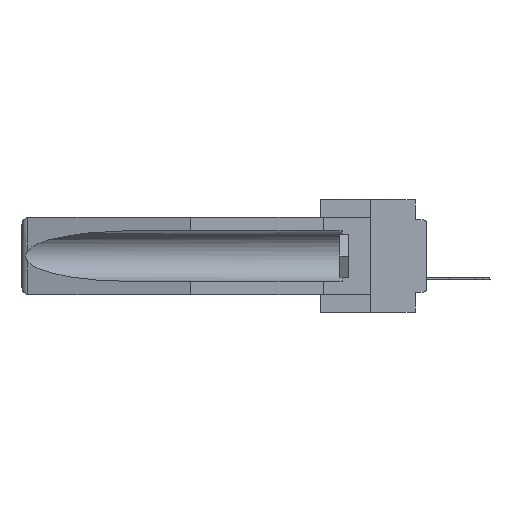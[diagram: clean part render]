
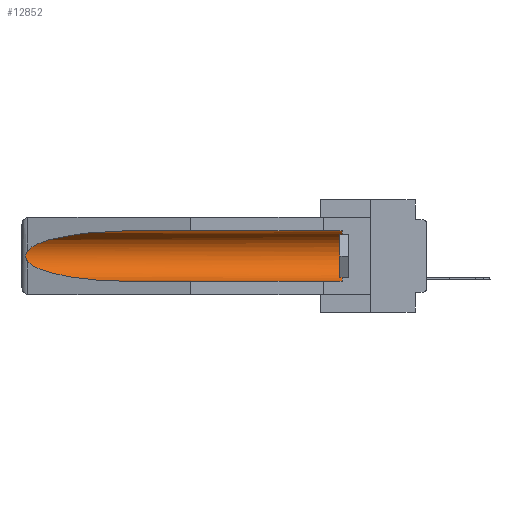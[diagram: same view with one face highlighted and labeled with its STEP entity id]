
A CAD part, left-side view. The second image highlights one B-rep face of the part: STEP entity #12852.
In plain terms, the highlighted cylindrical face has radius 2.857 mm (diameter 5.715 mm), a partial arc.
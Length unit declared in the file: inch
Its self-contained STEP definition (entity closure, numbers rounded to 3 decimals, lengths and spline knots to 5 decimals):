
#617 =( BOUNDED_CURVE ( )  B_SPLINE_CURVE ( 3, ( #7432, #9976, #28368, #14121 ),
 .UNSPECIFIED., .F., .F. ) 
 B_SPLINE_CURVE_WITH_KNOTS ( ( 4, 4 ),
 ( 4.71239, 6.08839 ),
 .UNSPECIFIED. ) 
 CURVE ( )  GEOMETRIC_REPRESENTATION_ITEM ( )  RATIONAL_B_SPLINE_CURVE ( ( 1., 0.848, 0.848, 1. ) ) 
 REPRESENTATION_ITEM ( '' )  );
#971 = ORIENTED_EDGE ( 'NONE', *, *, #17956, .T. ) ;
#1199 = CARTESIAN_POINT ( 'NONE',  ( 0.2673, 1.53269, -0.17917 ) ) ;
#1678 = CARTESIAN_POINT ( 'NONE',  ( 0.25451, 1.48313, -0.24835 ) ) ;
#3931 = CARTESIAN_POINT ( 'NONE',  ( 0.26597, 1.52961, -0.15275 ) ) ;
#4382 = AXIS2_PLACEMENT_3D ( 'NONE', #15867, #29328, #13025 ) ;
#4494 = FACE_OUTER_BOUND ( 'NONE', #12205, .T. ) ;
#4703 = CARTESIAN_POINT ( 'NONE',  ( 0.155, -0.30754, -0.1715 ) ) ;
#5263 = VERTEX_POINT ( 'NONE', #31015 ) ;
#6590 = CARTESIAN_POINT ( 'NONE',  ( 0.26537, 1.52718, -0.19328 ) ) ;
#6644 = CARTESIAN_POINT ( 'NONE',  ( 0.155, -0.30754, -0.059 ) ) ;
#6690 = ORIENTED_EDGE ( 'NONE', *, *, #26891, .T. ) ;
#7284 = DIRECTION ( 'NONE',  ( 0., 1., 0. ) ) ;
#7326 = CARTESIAN_POINT ( 'NONE',  ( 0.155, 1.07973, -0.284 ) ) ;
#7432 = CARTESIAN_POINT ( 'NONE',  ( 0.155, 1.07973, -0.059 ) ) ;
#7570 = VECTOR ( 'NONE', #33509, 39.37008 ) ;
#8922 = VERTEX_POINT ( 'NONE', #25479 ) ;
#9190 = CARTESIAN_POINT ( 'NONE',  ( 0.2675, 1.53308, -0.17534 ) ) ;
#9495 = VERTEX_POINT ( 'NONE', #9576 ) ;
#9576 = CARTESIAN_POINT ( 'NONE',  ( 0.26537, 1.52718, -0.19328 ) ) ;
#9788 = CARTESIAN_POINT ( 'NONE',  ( 0.21114, 1.30732, -0.284 ) ) ;
#9976 = CARTESIAN_POINT ( 'NONE',  ( 0.21114, 1.30732, -0.059 ) ) ;
#10087 = VERTEX_POINT ( 'NONE', #21429 ) ;
#10171 = ORIENTED_EDGE ( 'NONE', *, *, #34397, .T. ) ;
#10747 = EDGE_CURVE ( 'NONE', #18887, #19926, #617, .T. ) ;
#11752 = CARTESIAN_POINT ( 'NONE',  ( 0.26654, 1.53092, -0.15636 ) ) ;
#12205 = EDGE_LOOP ( 'NONE', ( #28795, #20750, #6690, #19476, #10171, #971 ) ) ;
#12852 = ADVANCED_FACE ( 'NONE', ( #4494 ), #34679, .F. ) ;
#13025 = DIRECTION ( 'NONE',  ( 0., 0., 1. ) ) ;
#14121 = CARTESIAN_POINT ( 'NONE',  ( 0.26537, 1.52718, -0.14972 ) ) ;
#14495 = CARTESIAN_POINT ( 'NONE',  ( 0.26655, 1.53094, -0.18657 ) ) ;
#14862 = CARTESIAN_POINT ( 'NONE',  ( 0.26537, 1.52718, -0.14972 ) ) ;
#15465 = CARTESIAN_POINT ( 'NONE',  ( 0.155, -0.30754, -0.284 ) ) ;
#15867 = CARTESIAN_POINT ( 'NONE',  ( 0.155, 0.126, -0.1715 ) ) ;
#16204 = CIRCLE ( 'NONE', #4382, 0.1125 ) ;
#17335 = CARTESIAN_POINT ( 'NONE',  ( 0.2673, 1.5327, -0.16383 ) ) ;
#17449 = EDGE_CURVE ( 'NONE', #19926, #9495, #23015, .T. ) ;
#17956 = EDGE_CURVE ( 'NONE', #10087, #18887, #27289, .T. ) ;
#18887 = VERTEX_POINT ( 'NONE', #34131 ) ;
#19476 = ORIENTED_EDGE ( 'NONE', *, *, #29088, .F. ) ;
#19926 = VERTEX_POINT ( 'NONE', #30778 ) ;
#20750 = ORIENTED_EDGE ( 'NONE', *, *, #17449, .T. ) ;
#21195 = LINE ( 'NONE', #15465, #24121 ) ;
#21429 = CARTESIAN_POINT ( 'NONE',  ( 0.155, 0.126, -0.059 ) ) ;
#23015 = B_SPLINE_CURVE_WITH_KNOTS ( 'NONE', 3,
 ( #14862, #3931, #11752, #17335, #33458, #9190, #1199, #14495, #33218, #6590 ),
 .UNSPECIFIED., .F., .F.,
 ( 4, 2, 2, 2, 4 ),
 ( 0., 0.00029, 0.00058, 0.00087, 0.00117 ),
 .UNSPECIFIED. ) ;
#23391 = DIRECTION ( 'NONE',  ( 0., 1., 0. ) ) ;
#23429 = AXIS2_PLACEMENT_3D ( 'NONE', #4703, #7284, #28872 ) ;
#24121 = VECTOR ( 'NONE', #23391, 39.37008 ) ;
#25479 = CARTESIAN_POINT ( 'NONE',  ( 0.155, 1.07973, -0.284 ) ) ;
#26476 =( BOUNDED_CURVE ( )  B_SPLINE_CURVE ( 3, ( #31585, #1678, #9788, #7326 ),
 .UNSPECIFIED., .F., .F. ) 
 B_SPLINE_CURVE_WITH_KNOTS ( ( 4, 4 ),
 ( 0.1948, 1.5708 ),
 .UNSPECIFIED. ) 
 CURVE ( )  GEOMETRIC_REPRESENTATION_ITEM ( )  RATIONAL_B_SPLINE_CURVE ( ( 1., 0.848, 0.848, 1. ) ) 
 REPRESENTATION_ITEM ( '' )  );
#26891 = EDGE_CURVE ( 'NONE', #9495, #8922, #26476, .T. ) ;
#27289 = LINE ( 'NONE', #6644, #7570 ) ;
#28368 = CARTESIAN_POINT ( 'NONE',  ( 0.25451, 1.48313, -0.09465 ) ) ;
#28795 = ORIENTED_EDGE ( 'NONE', *, *, #10747, .T. ) ;
#28872 = DIRECTION ( 'NONE',  ( 0., 0., 1. ) ) ;
#29088 = EDGE_CURVE ( 'NONE', #5263, #8922, #21195, .T. ) ;
#29328 = DIRECTION ( 'NONE',  ( 0., -1., 0. ) ) ;
#30778 = CARTESIAN_POINT ( 'NONE',  ( 0.26537, 1.52718, -0.14972 ) ) ;
#31015 = CARTESIAN_POINT ( 'NONE',  ( 0.155, 0.126, -0.284 ) ) ;
#31585 = CARTESIAN_POINT ( 'NONE',  ( 0.26537, 1.52718, -0.19328 ) ) ;
#33218 = CARTESIAN_POINT ( 'NONE',  ( 0.26597, 1.5296, -0.19026 ) ) ;
#33458 = CARTESIAN_POINT ( 'NONE',  ( 0.2675, 1.53308, -0.16763 ) ) ;
#33509 = DIRECTION ( 'NONE',  ( 0., 1., 0. ) ) ;
#34131 = CARTESIAN_POINT ( 'NONE',  ( 0.155, 1.07973, -0.059 ) ) ;
#34397 = EDGE_CURVE ( 'NONE', #5263, #10087, #16204, .T. ) ;
#34679 = CYLINDRICAL_SURFACE ( 'NONE', #23429, 0.1125 ) ;
